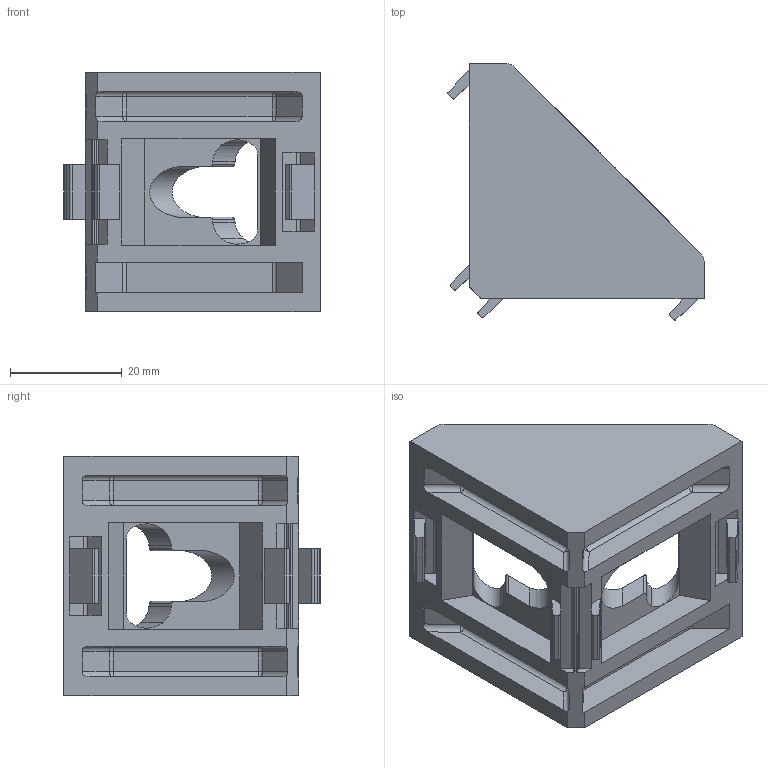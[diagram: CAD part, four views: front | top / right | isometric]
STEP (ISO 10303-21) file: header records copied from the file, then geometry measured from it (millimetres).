
FILE_DESCRIPTION(('STEP AP203'),'1');
FILE_NAME('FIXE10B1218.stp','2023-10-17T11:55:50',(' '),(' '),'Spatial InterOp 3D',' ',' ');
FILE_SCHEMA(('CONFIG_CONTROL_DESIGN'));
Length unit declared in the file: millimetre
Products named in the file (1): Equerre T 10 45x45
Bounding box: 45.84 x 45.84 x 42.88 mm (x, y, z)
Volume: 22565.3 mm3; surface area: 12471 mm2
Topology: 1 solids, 1 shells, 182 faces, 497 edges, 310 vertices
Faces by surface type: plane 97, cylinder 71, sphere 12, torus 2
Entity records: 5767 total; most frequent: DIRECTION 1005, CARTESIAN_POINT 978, ORIENTED_EDGE 970, EDGE_CURVE 485, AXIS2_PLACEMENT_3D 337, LINE 331, VECTOR 331, VERTEX_POINT 310
